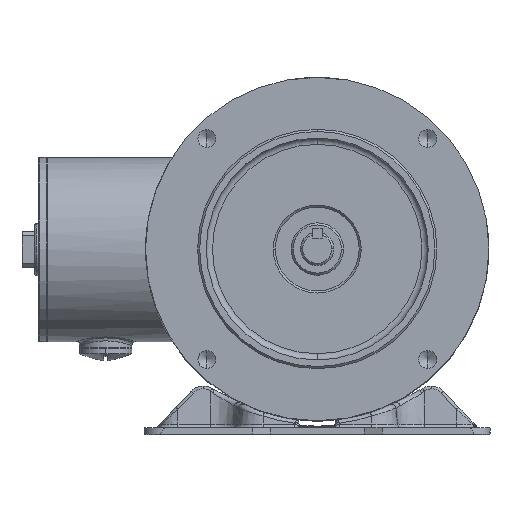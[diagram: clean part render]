
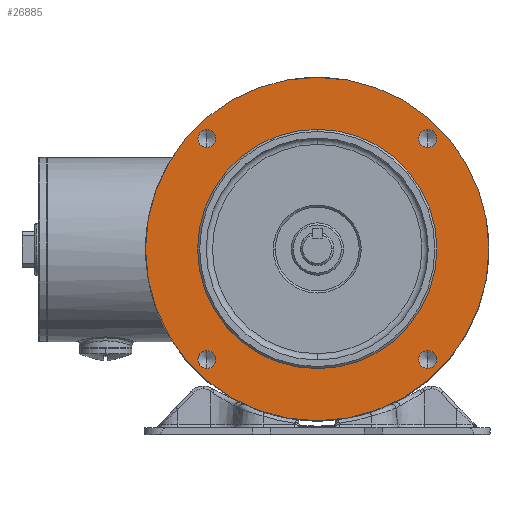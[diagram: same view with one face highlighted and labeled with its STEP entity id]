
A CAD part, top view. The second image highlights one B-rep face of the part: STEP entity #26885.
In plain terms, the highlighted planar face has unit normal (0, 0, 1).
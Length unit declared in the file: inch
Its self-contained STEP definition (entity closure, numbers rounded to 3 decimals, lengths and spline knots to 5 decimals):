
#75 = DIRECTION ( 'NONE',  ( 0., -1., 0. ) ) ;
#1088 = CARTESIAN_POINT ( 'NONE',  ( 0., 3.22835, 0.7874 ) ) ;
#1611 = CARTESIAN_POINT ( 'NONE',  ( 0., 0., 0.7874 ) ) ;
#2050 = AXIS2_PLACEMENT_3D ( 'NONE', #19051, #12847, #26377 ) ;
#2176 = DIRECTION ( 'NONE',  ( 0., 0., 1. ) ) ;
#3761 = CIRCLE ( 'NONE', #30693, 0.16732 ) ;
#3901 = EDGE_CURVE ( 'NONE', #35997, #24327, #26065, .T. ) ;
#4483 = CIRCLE ( 'NONE', #9456, 0.16732 ) ;
#5715 = ORIENTED_EDGE ( 'NONE', *, *, #3901, .F. ) ;
#6455 = CARTESIAN_POINT ( 'NONE',  ( -2.07678, -2.07678, 0.7874 ) ) ;
#6694 = CIRCLE ( 'NONE', #43568, 3.22835 ) ;
#7771 = EDGE_LOOP ( 'NONE', ( #14720, #13340 ) ) ;
#8187 = DIRECTION ( 'NONE',  ( 0., 1., 0. ) ) ;
#8754 = CIRCLE ( 'NONE', #23636, 0.16732 ) ;
#9041 = ORIENTED_EDGE ( 'NONE', *, *, #41885, .F. ) ;
#9456 = AXIS2_PLACEMENT_3D ( 'NONE', #32607, #2176, #8187 ) ;
#9751 = ORIENTED_EDGE ( 'NONE', *, *, #35276, .F. ) ;
#9918 = DIRECTION ( 'NONE',  ( 0., 1., 0. ) ) ;
#10055 = FACE_BOUND ( 'NONE', #30228, .T. ) ;
#10176 = CARTESIAN_POINT ( 'NONE',  ( 2.07678, -2.07678, 0.7874 ) ) ;
#10315 = CARTESIAN_POINT ( 'NONE',  ( 0., -3.22835, 0.7874 ) ) ;
#10670 = EDGE_CURVE ( 'NONE', #13268, #32976, #4483, .T. ) ;
#10780 = VERTEX_POINT ( 'NONE', #23474 ) ;
#10793 = AXIS2_PLACEMENT_3D ( 'NONE', #18507, #12494, #14973 ) ;
#11660 = EDGE_CURVE ( 'NONE', #24327, #35997, #37863, .T. ) ;
#11855 = EDGE_CURVE ( 'NONE', #32976, #13268, #8754, .T. ) ;
#12494 = DIRECTION ( 'NONE',  ( 0., 0., 1. ) ) ;
#12609 = CARTESIAN_POINT ( 'NONE',  ( -2.07678, -2.2441, 0.7874 ) ) ;
#12748 = AXIS2_PLACEMENT_3D ( 'NONE', #15219, #35662, #41867 ) ;
#12847 = DIRECTION ( 'NONE',  ( 0., 0., 1. ) ) ;
#13095 = CIRCLE ( 'NONE', #39316, 2.25 ) ;
#13254 = DIRECTION ( 'NONE',  ( 0., 0., 1. ) ) ;
#13268 = VERTEX_POINT ( 'NONE', #33189 ) ;
#13340 = ORIENTED_EDGE ( 'NONE', *, *, #14544, .F. ) ;
#13344 = DIRECTION ( 'NONE',  ( 0., 1., 0. ) ) ;
#13458 = AXIS2_PLACEMENT_3D ( 'NONE', #43671, #13254, #9918 ) ;
#13769 = EDGE_CURVE ( 'NONE', #28659, #10780, #13095, .T. ) ;
#13839 = CIRCLE ( 'NONE', #39348, 0.16732 ) ;
#14112 = DIRECTION ( 'NONE',  ( 0., 1., 0. ) ) ;
#14418 = EDGE_CURVE ( 'NONE', #10780, #28659, #35640, .T. ) ;
#14544 = EDGE_CURVE ( 'NONE', #43322, #38994, #13839, .T. ) ;
#14683 = CARTESIAN_POINT ( 'NONE',  ( 0., 0., 0.7874 ) ) ;
#14720 = ORIENTED_EDGE ( 'NONE', *, *, #41972, .F. ) ;
#14784 = VERTEX_POINT ( 'NONE', #15291 ) ;
#14878 = CIRCLE ( 'NONE', #38275, 3.22835 ) ;
#14973 = DIRECTION ( 'NONE',  ( 0., 1., 0. ) ) ;
#15219 = CARTESIAN_POINT ( 'NONE',  ( 2.07678, 2.07678, 0.7874 ) ) ;
#15280 = ORIENTED_EDGE ( 'NONE', *, *, #10670, .F. ) ;
#15291 = CARTESIAN_POINT ( 'NONE',  ( -2.07678, 1.90946, 0.7874 ) ) ;
#16099 = VERTEX_POINT ( 'NONE', #16960 ) ;
#16185 = EDGE_CURVE ( 'NONE', #38558, #30126, #6694, .T. ) ;
#16931 = FACE_OUTER_BOUND ( 'NONE', #38271, .T. ) ;
#16960 = CARTESIAN_POINT ( 'NONE',  ( -2.07678, 2.2441, 0.7874 ) ) ;
#17579 = DIRECTION ( 'NONE',  ( 0., 0., 1. ) ) ;
#18446 = DIRECTION ( 'NONE',  ( 0., 1., 0. ) ) ;
#18507 = CARTESIAN_POINT ( 'NONE',  ( 0., 0., 0.7874 ) ) ;
#19051 = CARTESIAN_POINT ( 'NONE',  ( -2.07678, -2.07678, 0.7874 ) ) ;
#19821 = CARTESIAN_POINT ( 'NONE',  ( 0., 0., 0.7874 ) ) ;
#19989 = DIRECTION ( 'NONE',  ( 0., 0., 1. ) ) ;
#20255 = FACE_BOUND ( 'NONE', #33833, .T. ) ;
#20833 = AXIS2_PLACEMENT_3D ( 'NONE', #6455, #19989, #13344 ) ;
#21557 = DIRECTION ( 'NONE',  ( 0., 0., 1. ) ) ;
#21598 = DIRECTION ( 'NONE',  ( 0., 1., 0. ) ) ;
#21880 = ORIENTED_EDGE ( 'NONE', *, *, #41839, .F. ) ;
#22912 = ORIENTED_EDGE ( 'NONE', *, *, #11660, .F. ) ;
#23474 = CARTESIAN_POINT ( 'NONE',  ( 0., 2.25, 0.7874 ) ) ;
#23576 = FACE_BOUND ( 'NONE', #26975, .T. ) ;
#23636 = AXIS2_PLACEMENT_3D ( 'NONE', #10176, #30168, #27039 ) ;
#23813 = ORIENTED_EDGE ( 'NONE', *, *, #14418, .F. ) ;
#23992 = CARTESIAN_POINT ( 'NONE',  ( 2.07678, 2.2441, 0.7874 ) ) ;
#24327 = VERTEX_POINT ( 'NONE', #12609 ) ;
#24511 = CARTESIAN_POINT ( 'NONE',  ( -2.07678, 2.07678, 0.7874 ) ) ;
#24528 = DIRECTION ( 'NONE',  ( 0., 0., -1. ) ) ;
#26065 = CIRCLE ( 'NONE', #2050, 0.16732 ) ;
#26377 = DIRECTION ( 'NONE',  ( 0., 1., 0. ) ) ;
#26885 = ADVANCED_FACE ( 'NONE', ( #20255, #10055, #40260, #37360, #23576, #16931 ), #43591, .F. ) ;
#26975 = EDGE_LOOP ( 'NONE', ( #23813, #31482 ) ) ;
#27039 = DIRECTION ( 'NONE',  ( 0., 1., 0. ) ) ;
#28010 = CARTESIAN_POINT ( 'NONE',  ( 2.07678, 2.07678, 0.7874 ) ) ;
#28659 = VERTEX_POINT ( 'NONE', #34999 ) ;
#30126 = VERTEX_POINT ( 'NONE', #1088 ) ;
#30168 = DIRECTION ( 'NONE',  ( 0., 0., 1. ) ) ;
#30228 = EDGE_LOOP ( 'NONE', ( #15280, #42251 ) ) ;
#30693 = AXIS2_PLACEMENT_3D ( 'NONE', #24511, #38080, #14112 ) ;
#31482 = ORIENTED_EDGE ( 'NONE', *, *, #13769, .F. ) ;
#31894 = CIRCLE ( 'NONE', #13458, 0.16732 ) ;
#32607 = CARTESIAN_POINT ( 'NONE',  ( 2.07678, -2.07678, 0.7874 ) ) ;
#32976 = VERTEX_POINT ( 'NONE', #39846 ) ;
#33189 = CARTESIAN_POINT ( 'NONE',  ( 2.07678, -1.90946, 0.7874 ) ) ;
#33559 = AXIS2_PLACEMENT_3D ( 'NONE', #19821, #33802, #75 ) ;
#33802 = DIRECTION ( 'NONE',  ( 0., 0., -1. ) ) ;
#33833 = EDGE_LOOP ( 'NONE', ( #5715, #22912 ) ) ;
#34337 = CARTESIAN_POINT ( 'NONE',  ( 0., 0., 0.7874 ) ) ;
#34730 = ORIENTED_EDGE ( 'NONE', *, *, #16185, .F. ) ;
#34999 = CARTESIAN_POINT ( 'NONE',  ( 0., -2.25, 0.7874 ) ) ;
#35276 = EDGE_CURVE ( 'NONE', #16099, #14784, #3761, .T. ) ;
#35640 = CIRCLE ( 'NONE', #10793, 2.25 ) ;
#35662 = DIRECTION ( 'NONE',  ( 0., 0., 1. ) ) ;
#35948 = EDGE_LOOP ( 'NONE', ( #9751, #21880 ) ) ;
#35997 = VERTEX_POINT ( 'NONE', #42182 ) ;
#37360 = FACE_BOUND ( 'NONE', #35948, .T. ) ;
#37440 = DIRECTION ( 'NONE',  ( 0., 1., 0. ) ) ;
#37863 = CIRCLE ( 'NONE', #20833, 0.16732 ) ;
#38080 = DIRECTION ( 'NONE',  ( 0., 0., 1. ) ) ;
#38271 = EDGE_LOOP ( 'NONE', ( #9041, #34730 ) ) ;
#38275 = AXIS2_PLACEMENT_3D ( 'NONE', #34337, #24528, #37440 ) ;
#38489 = DIRECTION ( 'NONE',  ( 0., 0., -1. ) ) ;
#38558 = VERTEX_POINT ( 'NONE', #10315 ) ;
#38994 = VERTEX_POINT ( 'NONE', #23992 ) ;
#39316 = AXIS2_PLACEMENT_3D ( 'NONE', #14683, #21557, #18446 ) ;
#39348 = AXIS2_PLACEMENT_3D ( 'NONE', #28010, #17579, #41327 ) ;
#39846 = CARTESIAN_POINT ( 'NONE',  ( 2.07678, -2.2441, 0.7874 ) ) ;
#40260 = FACE_BOUND ( 'NONE', #7771, .T. ) ;
#41327 = DIRECTION ( 'NONE',  ( 0., 1., 0. ) ) ;
#41816 = CIRCLE ( 'NONE', #12748, 0.16732 ) ;
#41839 = EDGE_CURVE ( 'NONE', #14784, #16099, #31894, .T. ) ;
#41867 = DIRECTION ( 'NONE',  ( 0., 1., 0. ) ) ;
#41885 = EDGE_CURVE ( 'NONE', #30126, #38558, #14878, .T. ) ;
#41972 = EDGE_CURVE ( 'NONE', #38994, #43322, #41816, .T. ) ;
#42182 = CARTESIAN_POINT ( 'NONE',  ( -2.07678, -1.90946, 0.7874 ) ) ;
#42251 = ORIENTED_EDGE ( 'NONE', *, *, #11855, .F. ) ;
#43322 = VERTEX_POINT ( 'NONE', #43351 ) ;
#43351 = CARTESIAN_POINT ( 'NONE',  ( 2.07678, 1.90946, 0.7874 ) ) ;
#43568 = AXIS2_PLACEMENT_3D ( 'NONE', #1611, #38489, #21598 ) ;
#43591 = PLANE ( 'NONE',  #33559 ) ;
#43671 = CARTESIAN_POINT ( 'NONE',  ( -2.07678, 2.07678, 0.7874 ) ) ;
